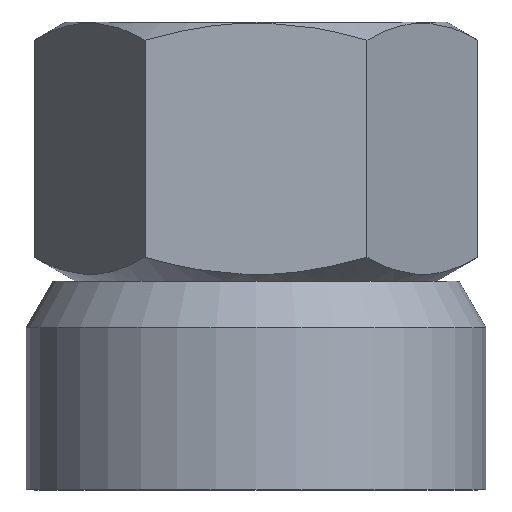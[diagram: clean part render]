
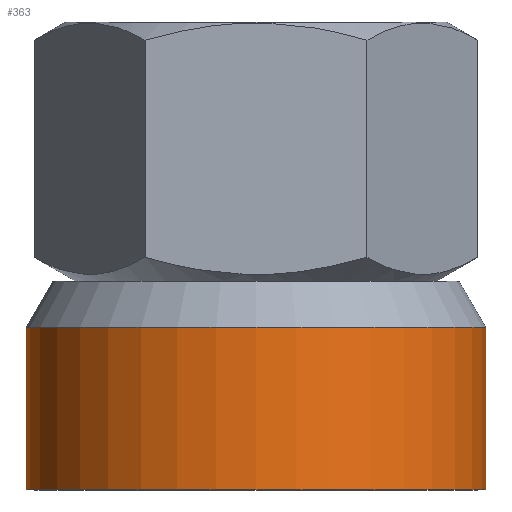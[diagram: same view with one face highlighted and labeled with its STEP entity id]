
A CAD part, front view. The second image highlights one B-rep face of the part: STEP entity #363.
In plain terms, the highlighted cylindrical face has radius 27.5 mm (diameter 55 mm), a partial arc.
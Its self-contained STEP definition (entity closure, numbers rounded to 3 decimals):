
#309=VERTEX_POINT('',#700);
#333=EDGE_CURVE('',#463,#309,#725,.T.);
#361=EDGE_CURVE('',#309,#529,#758,.T.);
#363=ADVANCED_FACE('',(#760),#761,.T.);
#391=VERTEX_POINT('',#792);
#441=EDGE_CURVE('',#391,#529,#849,.T.);
#463=VERTEX_POINT('',#874);
#469=EDGE_CURVE('',#391,#463,#881,.T.);
#529=VERTEX_POINT('',#949);
#700=CARTESIAN_POINT('',(27.5,0.,19.457));
#725=CIRCLE('',#1276,27.5);
#758=LINE('',#1320,#1321);
#760=FACE_OUTER_BOUND('',#1323,.T.);
#761=CYLINDRICAL_SURFACE('',#1324,27.5);
#792=CARTESIAN_POINT('',(-27.5,0.,0.));
#849=CIRCLE('',#1445,27.5);
#874=CARTESIAN_POINT('',(-27.5,0.,19.457));
#881=LINE('',#1486,#1487);
#949=CARTESIAN_POINT('',(27.5,0.,0.));
#1276=AXIS2_PLACEMENT_3D('',#1774,#1775,#1776);
#1320=CARTESIAN_POINT('',(27.5,0.,9.729));
#1321=VECTOR('',#1829,1.0);
#1323=EDGE_LOOP('',(#1831,#1832,#1833,#1834));
#1324=AXIS2_PLACEMENT_3D('',#1835,#1836,#1837);
#1445=AXIS2_PLACEMENT_3D('',#1946,#1947,#1948);
#1486=CARTESIAN_POINT('',(-27.5,0.,9.729));
#1487=VECTOR('',#1990,1.0);
#1774=CARTESIAN_POINT('',(0.,0.,19.457));
#1775=DIRECTION('',(0.,0.,1.0));
#1776=DIRECTION('',(-1.0,0.,0.));
#1829=DIRECTION('',(0.,0.,-1.0));
#1831=ORIENTED_EDGE('',*,*,#469,.F.);
#1832=ORIENTED_EDGE('',*,*,#441,.T.);
#1833=ORIENTED_EDGE('',*,*,#361,.F.);
#1834=ORIENTED_EDGE('',*,*,#333,.F.);
#1835=CARTESIAN_POINT('',(0.,0.,9.729));
#1836=DIRECTION('',(0.,0.,-1.0));
#1837=DIRECTION('',(-1.0,0.,0.));
#1946=CARTESIAN_POINT('',(0.,0.,0.));
#1947=DIRECTION('',(0.,0.,1.0));
#1948=DIRECTION('',(-1.0,0.,0.));
#1990=DIRECTION('',(0.,0.,1.0));
